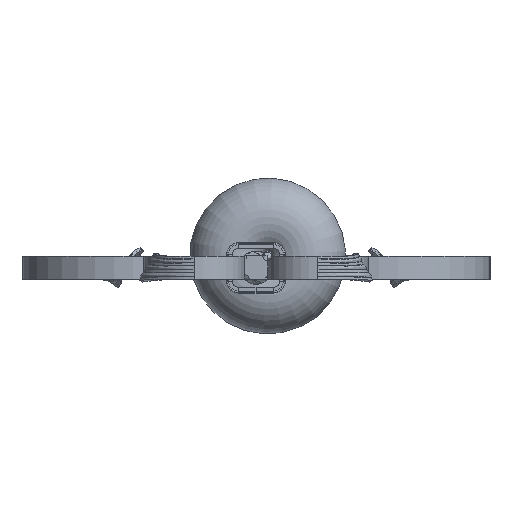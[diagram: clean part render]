
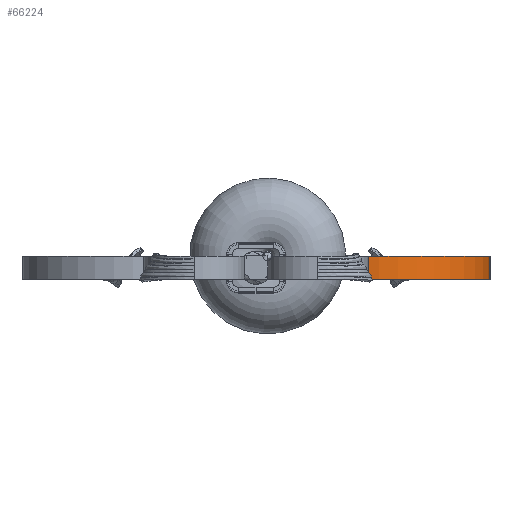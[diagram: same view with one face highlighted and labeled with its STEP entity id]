
A CAD part, front view. The second image highlights one B-rep face of the part: STEP entity #66224.
In plain terms, the highlighted cylindrical face has radius 57 mm (diameter 114 mm), a partial arc.
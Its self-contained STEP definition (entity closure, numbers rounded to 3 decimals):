
#1788 = LINE ( 'NONE', #21718, #89746 ) ;
#3799 = EDGE_LOOP ( 'NONE', ( #70081, #15554, #79118, #22313 ) ) ;
#7394 = AXIS2_PLACEMENT_3D ( 'NONE', #78545, #45342, #9948 ) ;
#9948 = DIRECTION ( 'NONE',  ( -1., 0., 0. ) ) ;
#12681 = DIRECTION ( 'NONE',  ( -1., 0., 0. ) ) ;
#13131 = EDGE_CURVE ( 'NONE', #98278, #60593, #1788, .T. ) ;
#15554 = ORIENTED_EDGE ( 'NONE', *, *, #55051, .T. ) ;
#18379 = EDGE_CURVE ( 'NONE', #51886, #60593, #77500, .T. ) ;
#20721 = AXIS2_PLACEMENT_3D ( 'NONE', #106185, #80118, #12681 ) ;
#21718 = CARTESIAN_POINT ( 'NONE',  ( 120., -195.305, -6. ) ) ;
#22313 = ORIENTED_EDGE ( 'NONE', *, *, #13131, .F. ) ;
#24919 = EDGE_CURVE ( 'NONE', #70180, #98278, #93645, .T. ) ;
#25096 = LINE ( 'NONE', #92940, #108984 ) ;
#30022 = CARTESIAN_POINT ( 'NONE',  ( 63., -195.305, 6. ) ) ;
#33732 = DIRECTION ( 'NONE',  ( 0., 0., -1. ) ) ;
#33879 = CARTESIAN_POINT ( 'NONE',  ( 6., -195.305, -6. ) ) ;
#41764 = CARTESIAN_POINT ( 'NONE',  ( 120., -195.305, 6. ) ) ;
#45342 = DIRECTION ( 'NONE',  ( 0., 0., 1. ) ) ;
#51886 = VERTEX_POINT ( 'NONE', #33879 ) ;
#55051 = EDGE_CURVE ( 'NONE', #70180, #51886, #25096, .T. ) ;
#56074 = AXIS2_PLACEMENT_3D ( 'NONE', #30022, #98936, #90328 ) ;
#60593 = VERTEX_POINT ( 'NONE', #104810 ) ;
#65862 = FACE_OUTER_BOUND ( 'NONE', #3799, .T. ) ;
#66224 = ADVANCED_FACE ( 'NONE', ( #65862 ), #77786, .T. ) ;
#70081 = ORIENTED_EDGE ( 'NONE', *, *, #24919, .F. ) ;
#70180 = VERTEX_POINT ( 'NONE', #91683 ) ;
#77500 = CIRCLE ( 'NONE', #7394, 57. ) ;
#77786 = CYLINDRICAL_SURFACE ( 'NONE', #20721, 57. ) ;
#78545 = CARTESIAN_POINT ( 'NONE',  ( 63., -195.305, -6. ) ) ;
#79118 = ORIENTED_EDGE ( 'NONE', *, *, #18379, .T. ) ;
#80118 = DIRECTION ( 'NONE',  ( 0., 0., -1. ) ) ;
#81349 = DIRECTION ( 'NONE',  ( 0., 0., -1. ) ) ;
#89746 = VECTOR ( 'NONE', #81349, 1000. ) ;
#90328 = DIRECTION ( 'NONE',  ( -1., 0., 0. ) ) ;
#91683 = CARTESIAN_POINT ( 'NONE',  ( 6., -195.305, 6. ) ) ;
#92940 = CARTESIAN_POINT ( 'NONE',  ( 6., -195.305, -6. ) ) ;
#93645 = CIRCLE ( 'NONE', #56074, 57. ) ;
#98278 = VERTEX_POINT ( 'NONE', #41764 ) ;
#98936 = DIRECTION ( 'NONE',  ( 0., 0., 1. ) ) ;
#104810 = CARTESIAN_POINT ( 'NONE',  ( 120., -195.305, -6. ) ) ;
#106185 = CARTESIAN_POINT ( 'NONE',  ( 63., -195.305, 0. ) ) ;
#108984 = VECTOR ( 'NONE', #33732, 1000. ) ;
